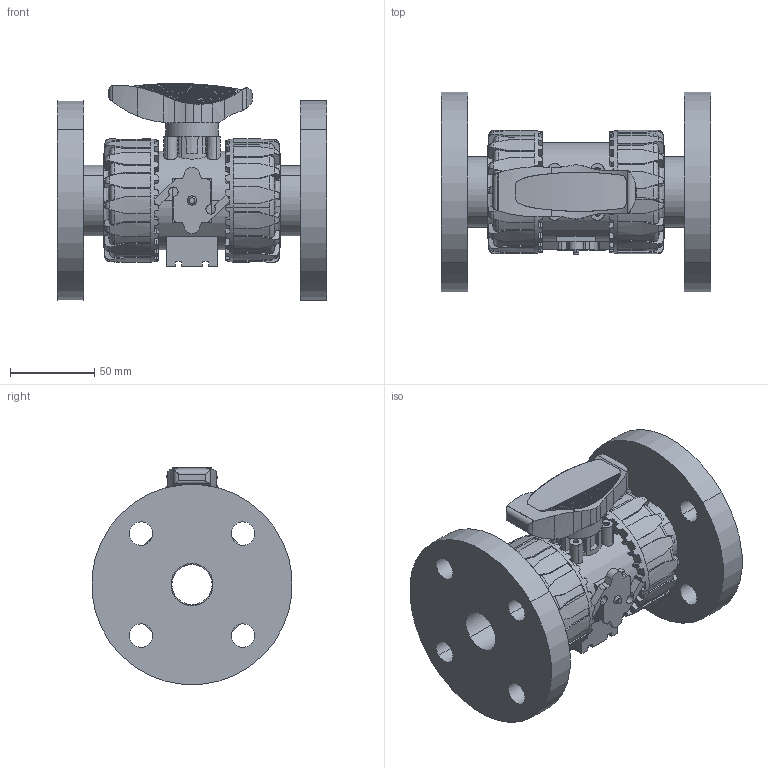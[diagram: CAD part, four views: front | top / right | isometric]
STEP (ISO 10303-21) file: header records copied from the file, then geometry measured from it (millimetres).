
FILE_DESCRIPTION(('STEP AP214'),'1');
FILE_NAME('vkdom032f.stp','2018-03-06T12:15:28',('TraceParts'),('TraceParts S.A.'),'Spatial InterOp 3D',' ',' ');
FILE_SCHEMA(('automotive_design'));
Length unit declared in the file: millimetre
Products named in the file (7): vkdom032f_1; vkdom032f_2; vkdom032f_3; vkdom032f_4; vkdom032f_5; vkdom032f_6; vkdom032f_7
Bounding box: 160 x 118.55 x 128.71 mm (x, y, z)
Volume: 730238.7 mm3; surface area: 154086.8 mm2
Topology: 7 solids, 7 shells, 1220 faces, 3475 edges, 2297 vertices
Faces by surface type: plane 797, cylinder 269, cone 82, torus 64, bspline 8
Entity records: 52167 total; most frequent: CARTESIAN_POINT 9593, DIRECTION 7246, ORIENTED_EDGE 6950, EDGE_CURVE 3475, AXIS2_PLACEMENT_3D 2941, VERTEX_POINT 2297, LINE 1364, VECTOR 1364
